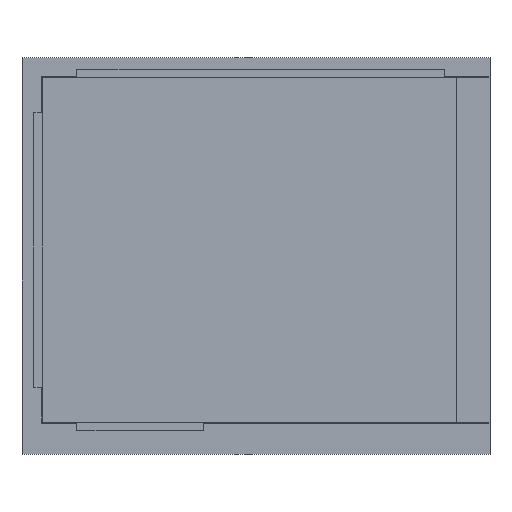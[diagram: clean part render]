
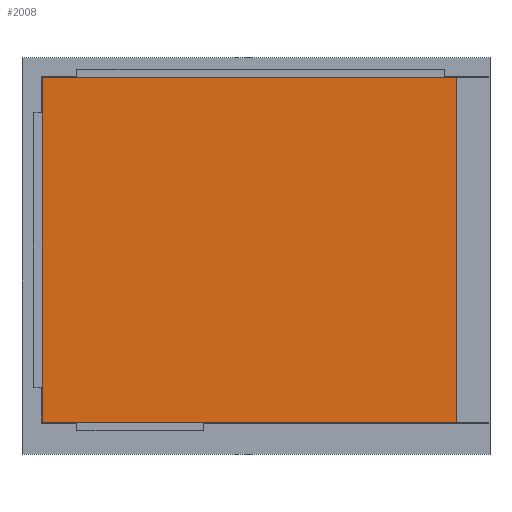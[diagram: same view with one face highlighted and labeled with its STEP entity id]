
A CAD part, top view. The second image highlights one B-rep face of the part: STEP entity #2008.
In plain terms, the highlighted planar face has unit normal (0, 0, 1).
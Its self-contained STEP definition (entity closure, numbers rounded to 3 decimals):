
#1624 = PLANE('',#1625);
#1625 = AXIS2_PLACEMENT_3D('',#1626,#1627,#1628);
#1626 = CARTESIAN_POINT('',(6.85,40.3,4.6));
#1627 = DIRECTION('',(0.,1.,0.));
#1628 = DIRECTION('',(1.,0.,0.));
#1649 = VERTEX_POINT('',#1650);
#1650 = CARTESIAN_POINT('',(6.85,40.3,5.5));
#1664 = PLANE('',#1665);
#1665 = AXIS2_PLACEMENT_3D('',#1666,#1667,#1668);
#1666 = CARTESIAN_POINT('',(6.85,4.2,4.6));
#1667 = DIRECTION('',(-1.,0.,0.));
#1668 = DIRECTION('',(0.,1.,0.));
#1676 = EDGE_CURVE('',#1649,#1677,#1679,.T.);
#1677 = VERTEX_POINT('',#1678);
#1678 = CARTESIAN_POINT('',(50.25,40.3,5.5));
#1679 = SURFACE_CURVE('',#1680,(#1684,#1691),.PCURVE_S1.);
#1680 = LINE('',#1681,#1682);
#1681 = CARTESIAN_POINT('',(6.85,40.3,5.5));
#1682 = VECTOR('',#1683,1.);
#1683 = DIRECTION('',(1.,0.,0.));
#1684 = PCURVE('',#1624,#1685);
#1685 = DEFINITIONAL_REPRESENTATION('',(#1686),#1690);
#1686 = LINE('',#1687,#1688);
#1687 = CARTESIAN_POINT('',(0.,-0.9));
#1688 = VECTOR('',#1689,1.);
#1689 = DIRECTION('',(1.,0.));
#1690 = ( GEOMETRIC_REPRESENTATION_CONTEXT(2) 
PARAMETRIC_REPRESENTATION_CONTEXT() REPRESENTATION_CONTEXT('2D SPACE',''
  ) );
#1691 = PCURVE('',#1692,#1697);
#1692 = PLANE('',#1693);
#1693 = AXIS2_PLACEMENT_3D('',#1694,#1695,#1696);
#1694 = CARTESIAN_POINT('',(28.55,22.25,5.5));
#1695 = DIRECTION('',(0.,0.,-1.));
#1696 = DIRECTION('',(0.,-1.,0.));
#1697 = DEFINITIONAL_REPRESENTATION('',(#1698),#1702);
#1698 = LINE('',#1699,#1700);
#1699 = CARTESIAN_POINT('',(-18.05,21.7));
#1700 = VECTOR('',#1701,1.);
#1701 = DIRECTION('',(0.,-1.));
#1702 = ( GEOMETRIC_REPRESENTATION_CONTEXT(2) 
PARAMETRIC_REPRESENTATION_CONTEXT() REPRESENTATION_CONTEXT('2D SPACE',''
  ) );
#1720 = PLANE('',#1721);
#1721 = AXIS2_PLACEMENT_3D('',#1722,#1723,#1724);
#1722 = CARTESIAN_POINT('',(50.25,40.3,5.6));
#1723 = DIRECTION('',(-1.,0.,0.));
#1724 = DIRECTION('',(0.,-1.,0.));
#1829 = PLANE('',#1830);
#1830 = AXIS2_PLACEMENT_3D('',#1831,#1832,#1833);
#1831 = CARTESIAN_POINT('',(53.75,4.2,4.6));
#1832 = DIRECTION('',(0.,-1.,0.));
#1833 = DIRECTION('',(-1.,0.,0.));
#1964 = EDGE_CURVE('',#1677,#1965,#1967,.T.);
#1965 = VERTEX_POINT('',#1966);
#1966 = CARTESIAN_POINT('',(50.25,4.2,5.5));
#1967 = SURFACE_CURVE('',#1968,(#1972,#1979),.PCURVE_S1.);
#1968 = LINE('',#1969,#1970);
#1969 = CARTESIAN_POINT('',(50.25,40.3,5.5));
#1970 = VECTOR('',#1971,1.);
#1971 = DIRECTION('',(0.,-1.,0.));
#1972 = PCURVE('',#1720,#1973);
#1973 = DEFINITIONAL_REPRESENTATION('',(#1974),#1978);
#1974 = LINE('',#1975,#1976);
#1975 = CARTESIAN_POINT('',(0.,-0.1));
#1976 = VECTOR('',#1977,1.);
#1977 = DIRECTION('',(1.,0.));
#1978 = ( GEOMETRIC_REPRESENTATION_CONTEXT(2) 
PARAMETRIC_REPRESENTATION_CONTEXT() REPRESENTATION_CONTEXT('2D SPACE',''
  ) );
#1979 = PCURVE('',#1692,#1980);
#1980 = DEFINITIONAL_REPRESENTATION('',(#1981),#1985);
#1981 = LINE('',#1982,#1983);
#1982 = CARTESIAN_POINT('',(-18.05,-21.7));
#1983 = VECTOR('',#1984,1.);
#1984 = DIRECTION('',(1.,0.));
#1985 = ( GEOMETRIC_REPRESENTATION_CONTEXT(2) 
PARAMETRIC_REPRESENTATION_CONTEXT() REPRESENTATION_CONTEXT('2D SPACE',''
  ) );
#2008 = ADVANCED_FACE('',(#2009),#1692,.F.);
#2009 = FACE_BOUND('',#2010,.F.);
#2010 = EDGE_LOOP('',(#2011,#2012,#2013,#2036));
#2011 = ORIENTED_EDGE('',*,*,#1676,.T.);
#2012 = ORIENTED_EDGE('',*,*,#1964,.T.);
#2013 = ORIENTED_EDGE('',*,*,#2014,.T.);
#2014 = EDGE_CURVE('',#1965,#2015,#2017,.T.);
#2015 = VERTEX_POINT('',#2016);
#2016 = CARTESIAN_POINT('',(6.85,4.2,5.5));
#2017 = SURFACE_CURVE('',#2018,(#2022,#2029),.PCURVE_S1.);
#2018 = LINE('',#2019,#2020);
#2019 = CARTESIAN_POINT('',(50.25,4.2,5.5));
#2020 = VECTOR('',#2021,1.);
#2021 = DIRECTION('',(-1.,0.,0.));
#2022 = PCURVE('',#1692,#2023);
#2023 = DEFINITIONAL_REPRESENTATION('',(#2024),#2028);
#2024 = LINE('',#2025,#2026);
#2025 = CARTESIAN_POINT('',(18.05,-21.7));
#2026 = VECTOR('',#2027,1.);
#2027 = DIRECTION('',(0.,1.));
#2028 = ( GEOMETRIC_REPRESENTATION_CONTEXT(2) 
PARAMETRIC_REPRESENTATION_CONTEXT() REPRESENTATION_CONTEXT('2D SPACE',''
  ) );
#2029 = PCURVE('',#1829,#2030);
#2030 = DEFINITIONAL_REPRESENTATION('',(#2031),#2035);
#2031 = LINE('',#2032,#2033);
#2032 = CARTESIAN_POINT('',(3.5,-0.9));
#2033 = VECTOR('',#2034,1.);
#2034 = DIRECTION('',(1.,0.));
#2035 = ( GEOMETRIC_REPRESENTATION_CONTEXT(2) 
PARAMETRIC_REPRESENTATION_CONTEXT() REPRESENTATION_CONTEXT('2D SPACE',''
  ) );
#2036 = ORIENTED_EDGE('',*,*,#2037,.T.);
#2037 = EDGE_CURVE('',#2015,#1649,#2038,.T.);
#2038 = SURFACE_CURVE('',#2039,(#2043,#2050),.PCURVE_S1.);
#2039 = LINE('',#2040,#2041);
#2040 = CARTESIAN_POINT('',(6.85,4.2,5.5));
#2041 = VECTOR('',#2042,1.);
#2042 = DIRECTION('',(0.,1.,0.));
#2043 = PCURVE('',#1692,#2044);
#2044 = DEFINITIONAL_REPRESENTATION('',(#2045),#2049);
#2045 = LINE('',#2046,#2047);
#2046 = CARTESIAN_POINT('',(18.05,21.7));
#2047 = VECTOR('',#2048,1.);
#2048 = DIRECTION('',(-1.,0.));
#2049 = ( GEOMETRIC_REPRESENTATION_CONTEXT(2) 
PARAMETRIC_REPRESENTATION_CONTEXT() REPRESENTATION_CONTEXT('2D SPACE',''
  ) );
#2050 = PCURVE('',#1664,#2051);
#2051 = DEFINITIONAL_REPRESENTATION('',(#2052),#2056);
#2052 = LINE('',#2053,#2054);
#2053 = CARTESIAN_POINT('',(0.,-0.9));
#2054 = VECTOR('',#2055,1.);
#2055 = DIRECTION('',(1.,0.));
#2056 = ( GEOMETRIC_REPRESENTATION_CONTEXT(2) 
PARAMETRIC_REPRESENTATION_CONTEXT() REPRESENTATION_CONTEXT('2D SPACE',''
  ) );
